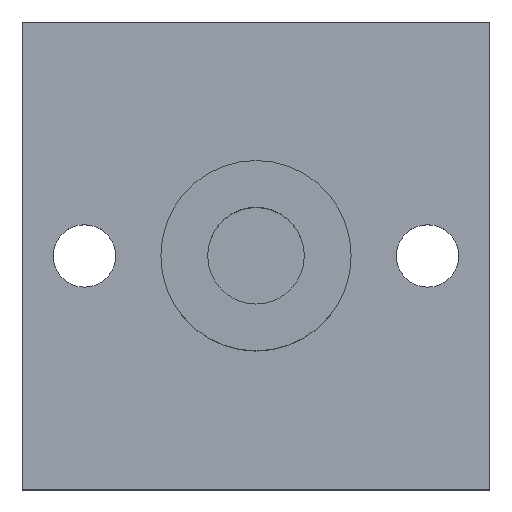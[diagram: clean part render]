
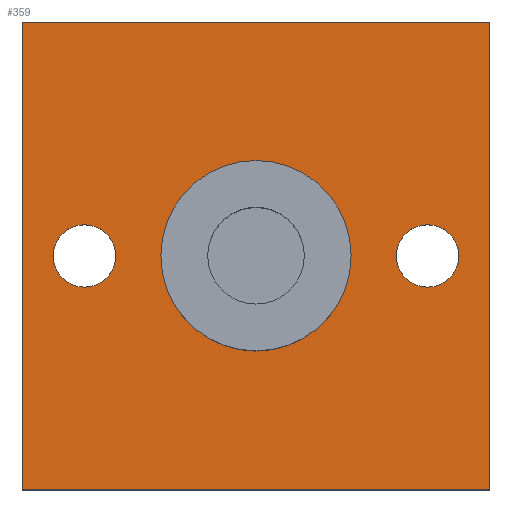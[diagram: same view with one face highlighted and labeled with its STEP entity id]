
A CAD part, top view. The second image highlights one B-rep face of the part: STEP entity #359.
In plain terms, the highlighted planar face has unit normal (0, 0, 1).
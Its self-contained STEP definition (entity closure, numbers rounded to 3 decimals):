
#9 = ORIENTED_EDGE ( 'NONE', *, *, #350, .T. ) ;
#11 = ORIENTED_EDGE ( 'NONE', *, *, #325, .F. ) ;
#12 = CARTESIAN_POINT ( 'NONE',  ( -11., 0., -5. ) ) ;
#13 = VERTEX_POINT ( 'NONE', #234 ) ;
#14 = CARTESIAN_POINT ( 'NONE',  ( -11., 0., -5. ) ) ;
#15 = VERTEX_POINT ( 'NONE', #278 ) ;
#21 = VECTOR ( 'NONE', #475, 1000. ) ;
#24 = CARTESIAN_POINT ( 'NONE',  ( 13., 0., -5. ) ) ;
#25 = CARTESIAN_POINT ( 'NONE',  ( 11., 0., -5. ) ) ;
#26 = VERTEX_POINT ( 'NONE', #24 ) ;
#28 = DIRECTION ( 'NONE',  ( -1., 0., 0. ) ) ;
#34 = DIRECTION ( 'NONE',  ( 1., 0., 0. ) ) ;
#38 = CIRCLE ( 'NONE', #59, 2. ) ;
#43 = AXIS2_PLACEMENT_3D ( 'NONE', #25, #200, #154 ) ;
#45 = DIRECTION ( 'NONE',  ( 0., 0., 1. ) ) ;
#50 = CARTESIAN_POINT ( 'NONE',  ( -15., -15., -5. ) ) ;
#57 = DIRECTION ( 'NONE',  ( -1., 0., 0. ) ) ;
#59 = AXIS2_PLACEMENT_3D ( 'NONE', #417, #277, #28 ) ;
#61 = VERTEX_POINT ( 'NONE', #392 ) ;
#69 = FACE_BOUND ( 'NONE', #219, .T. ) ;
#75 = AXIS2_PLACEMENT_3D ( 'NONE', #130, #45, #447 ) ;
#91 = EDGE_CURVE ( 'NONE', #273, #13, #349, .T. ) ;
#93 = AXIS2_PLACEMENT_3D ( 'NONE', #422, #465, #34 ) ;
#96 = EDGE_CURVE ( 'NONE', #528, #61, #508, .T. ) ;
#97 = VERTEX_POINT ( 'NONE', #391 ) ;
#102 = VERTEX_POINT ( 'NONE', #467 ) ;
#108 = DIRECTION ( 'NONE',  ( 0., 0., 1. ) ) ;
#125 = EDGE_CURVE ( 'NONE', #15, #360, #174, .T. ) ;
#130 = CARTESIAN_POINT ( 'NONE',  ( 0., 0., -5. ) ) ;
#135 = DIRECTION ( 'NONE',  ( 0., 0., -1. ) ) ;
#138 = DIRECTION ( 'NONE',  ( -1., 0., 0. ) ) ;
#139 = EDGE_LOOP ( 'NONE', ( #9, #403 ) ) ;
#141 = ORIENTED_EDGE ( 'NONE', *, *, #125, .F. ) ;
#153 = EDGE_CURVE ( 'NONE', #61, #528, #276, .T. ) ;
#154 = DIRECTION ( 'NONE',  ( -1., 0., 0. ) ) ;
#156 = CARTESIAN_POINT ( 'NONE',  ( 0., 0., -5. ) ) ;
#158 = EDGE_CURVE ( 'NONE', #102, #376, #473, .T. ) ;
#174 = LINE ( 'NONE', #500, #250 ) ;
#178 = DIRECTION ( 'NONE',  ( 0., 1., 0. ) ) ;
#184 = ORIENTED_EDGE ( 'NONE', *, *, #91, .F. ) ;
#194 = CIRCLE ( 'NONE', #262, 2. ) ;
#200 = DIRECTION ( 'NONE',  ( 0., 0., -1. ) ) ;
#204 = ORIENTED_EDGE ( 'NONE', *, *, #244, .T. ) ;
#215 = VECTOR ( 'NONE', #246, 1000. ) ;
#219 = EDGE_LOOP ( 'NONE', ( #479, #400 ) ) ;
#230 = CARTESIAN_POINT ( 'NONE',  ( -9., 0., -5. ) ) ;
#234 = CARTESIAN_POINT ( 'NONE',  ( 15., 15., -5. ) ) ;
#238 = FACE_BOUND ( 'NONE', #270, .T. ) ;
#244 = EDGE_CURVE ( 'NONE', #376, #102, #194, .T. ) ;
#246 = DIRECTION ( 'NONE',  ( 1., 0., 0. ) ) ;
#249 = DIRECTION ( 'NONE',  ( -1., 0., 0. ) ) ;
#250 = VECTOR ( 'NONE', #249, 1000. ) ;
#262 = AXIS2_PLACEMENT_3D ( 'NONE', #12, #135, #138 ) ;
#270 = EDGE_LOOP ( 'NONE', ( #204, #398 ) ) ;
#273 = VERTEX_POINT ( 'NONE', #402 ) ;
#276 = CIRCLE ( 'NONE', #75, 6.1 ) ;
#277 = DIRECTION ( 'NONE',  ( 0., 0., -1. ) ) ;
#278 = CARTESIAN_POINT ( 'NONE',  ( 15., -15., -5. ) ) ;
#300 = CARTESIAN_POINT ( 'NONE',  ( 15., 15., -5. ) ) ;
#303 = EDGE_LOOP ( 'NONE', ( #445, #141, #11, #184 ) ) ;
#307 = AXIS2_PLACEMENT_3D ( 'NONE', #14, #520, #57 ) ;
#309 = CARTESIAN_POINT ( 'NONE',  ( 15., -15., -5. ) ) ;
#316 = EDGE_CURVE ( 'NONE', #360, #273, #437, .T. ) ;
#325 = EDGE_CURVE ( 'NONE', #13, #15, #354, .T. ) ;
#332 = CIRCLE ( 'NONE', #43, 2. ) ;
#349 = LINE ( 'NONE', #300, #215 ) ;
#350 = EDGE_CURVE ( 'NONE', #26, #97, #332, .T. ) ;
#354 = LINE ( 'NONE', #309, #21 ) ;
#359 = ADVANCED_FACE ( 'NONE', ( #407, #69, #375, #238 ), #378, .T. ) ;
#360 = VERTEX_POINT ( 'NONE', #373 ) ;
#373 = CARTESIAN_POINT ( 'NONE',  ( -15., -15., -5. ) ) ;
#375 = FACE_BOUND ( 'NONE', #139, .T. ) ;
#376 = VERTEX_POINT ( 'NONE', #230 ) ;
#378 = PLANE ( 'NONE',  #396 ) ;
#380 = DIRECTION ( 'NONE',  ( 1., 0., 0. ) ) ;
#391 = CARTESIAN_POINT ( 'NONE',  ( 9., 0., -5. ) ) ;
#392 = CARTESIAN_POINT ( 'NONE',  ( -6.1, 0., -5. ) ) ;
#396 = AXIS2_PLACEMENT_3D ( 'NONE', #156, #108, #380 ) ;
#398 = ORIENTED_EDGE ( 'NONE', *, *, #158, .T. ) ;
#400 = ORIENTED_EDGE ( 'NONE', *, *, #153, .F. ) ;
#402 = CARTESIAN_POINT ( 'NONE',  ( -15., 15., -5. ) ) ;
#403 = ORIENTED_EDGE ( 'NONE', *, *, #414, .T. ) ;
#407 = FACE_OUTER_BOUND ( 'NONE', #303, .T. ) ;
#414 = EDGE_CURVE ( 'NONE', #97, #26, #38, .T. ) ;
#417 = CARTESIAN_POINT ( 'NONE',  ( 11., 0., -5. ) ) ;
#420 = CARTESIAN_POINT ( 'NONE',  ( 6.1, 0., -5. ) ) ;
#422 = CARTESIAN_POINT ( 'NONE',  ( 0., 0., -5. ) ) ;
#437 = LINE ( 'NONE', #50, #519 ) ;
#445 = ORIENTED_EDGE ( 'NONE', *, *, #316, .F. ) ;
#447 = DIRECTION ( 'NONE',  ( 1., 0., 0. ) ) ;
#465 = DIRECTION ( 'NONE',  ( 0., 0., 1. ) ) ;
#467 = CARTESIAN_POINT ( 'NONE',  ( -13., 0., -5. ) ) ;
#473 = CIRCLE ( 'NONE', #307, 2. ) ;
#475 = DIRECTION ( 'NONE',  ( 0., -1., 0. ) ) ;
#479 = ORIENTED_EDGE ( 'NONE', *, *, #96, .F. ) ;
#500 = CARTESIAN_POINT ( 'NONE',  ( 15., -15., -5. ) ) ;
#508 = CIRCLE ( 'NONE', #93, 6.1 ) ;
#519 = VECTOR ( 'NONE', #178, 1000. ) ;
#520 = DIRECTION ( 'NONE',  ( 0., 0., -1. ) ) ;
#528 = VERTEX_POINT ( 'NONE', #420 ) ;
